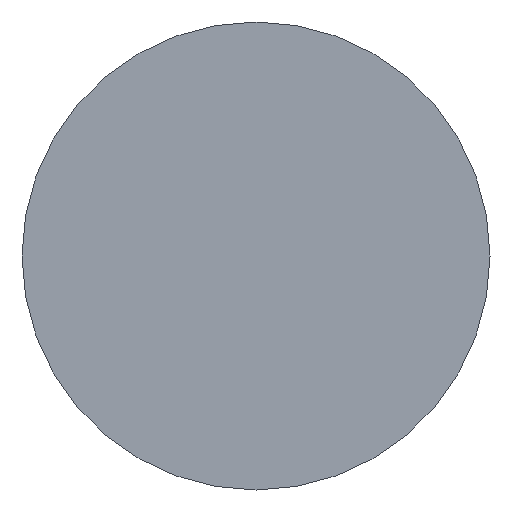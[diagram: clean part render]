
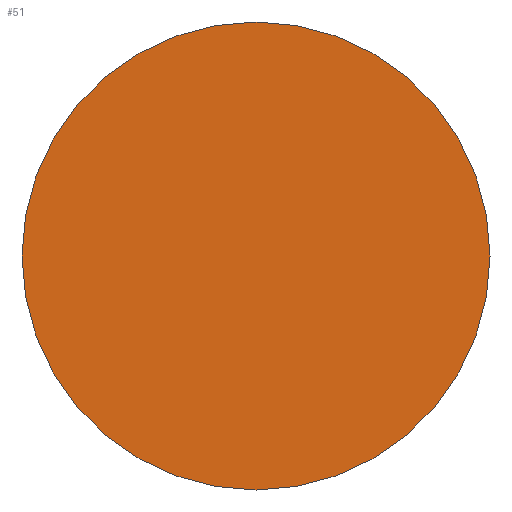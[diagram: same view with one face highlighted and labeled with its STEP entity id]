
A CAD part, front view. The second image highlights one B-rep face of the part: STEP entity #51.
In plain terms, the highlighted planar face has unit normal (0, -1, 0).
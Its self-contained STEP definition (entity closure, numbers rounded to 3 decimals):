
#16=PLANE('',#78);
#19=FACE_OUTER_BOUND('',#22,.T.);
#22=EDGE_LOOP('',(#46,#47));
#27=CIRCLE('',#75,8.);
#28=CIRCLE('',#76,8.);
#31=VERTEX_POINT('',#102);
#32=VERTEX_POINT('',#104);
#36=EDGE_CURVE('',#31,#32,#27,.T.);
#37=EDGE_CURVE('',#32,#31,#28,.T.);
#46=ORIENTED_EDGE('',*,*,#37,.F.);
#47=ORIENTED_EDGE('',*,*,#36,.F.);
#51=ADVANCED_FACE('',(#19),#16,.F.);
#75=AXIS2_PLACEMENT_3D('',#105,#88,#89);
#76=AXIS2_PLACEMENT_3D('',#106,#90,#91);
#78=AXIS2_PLACEMENT_3D('',#108,#94,#95);
#88=DIRECTION('center_axis',(0.,1.,0.));
#89=DIRECTION('ref_axis',(-1.,0.,0.));
#90=DIRECTION('center_axis',(0.,1.,0.));
#91=DIRECTION('ref_axis',(-1.,0.,0.));
#94=DIRECTION('center_axis',(0.,1.,0.));
#95=DIRECTION('ref_axis',(0.,0.,1.));
#102=CARTESIAN_POINT('',(8.,0.,0.));
#104=CARTESIAN_POINT('',(-8.,0.,0.));
#105=CARTESIAN_POINT('Origin',(0.,0.,0.));
#106=CARTESIAN_POINT('Origin',(0.,0.,0.));
#108=CARTESIAN_POINT('Origin',(0.,0.,0.));
